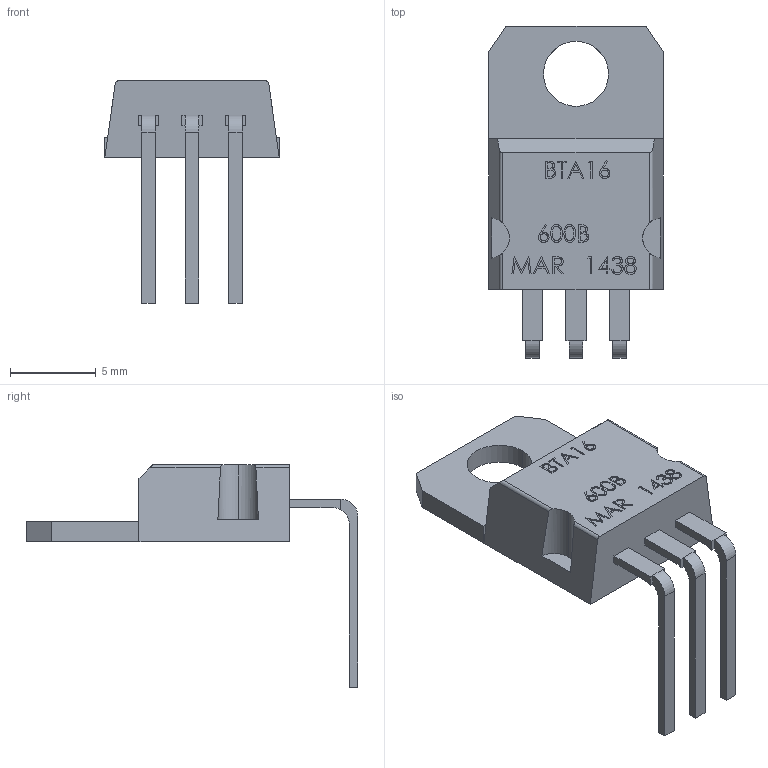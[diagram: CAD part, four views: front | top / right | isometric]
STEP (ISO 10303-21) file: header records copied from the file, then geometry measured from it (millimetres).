
FILE_DESCRIPTION (( 'STEP AP214' ), '1' );
FILE_NAME ('TO 220_BTA16_02.STEP', '2015-12-04T08:06:30', ( 'CONGMANH' ), ( '' ), 'SwSTEP 2.0', 'SolidWorks 2014', '' );
FILE_SCHEMA (( 'AUTOMOTIVE_DESIGN' ));
Length unit declared in the file: millimetre
Products named in the file (3): TAN NHIET; THAN_02; TO 220_BTA16_02
Assembly tree (2 placements, depth 2):
  TO 220_BTA16_02
    THAN_02
    TAN NHIET
Bounding box: 10.2 x 19.4 x 13 mm (x, y, z)
Volume: 452.1 mm3; surface area: 749.3 mm2
Topology: 2 solids, 2 shells, 315 faces, 828 edges, 550 vertices
Faces by surface type: plane 210, bspline 90, cylinder 15
Entity records: 17985 total; most frequent: CARTESIAN_POINT 7698, ORIENTED_EDGE 1656, DIRECTION 1128, EDGE_CURVE 828, VECTOR 608, LINE 608, VERTEX_POINT 550, EDGE_LOOP 350
